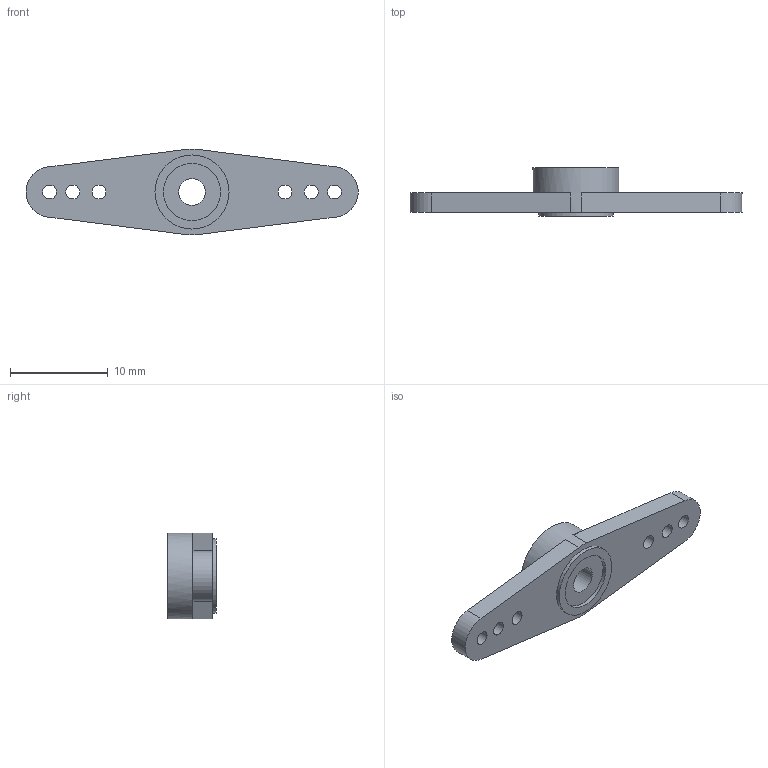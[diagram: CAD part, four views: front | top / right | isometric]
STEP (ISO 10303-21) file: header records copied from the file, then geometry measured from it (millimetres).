
FILE_DESCRIPTION(/* description */ (''),/* implementation_level */ '2;1');
FILE_NAME(/* name */ 'horn straight.stp',/* time_stamp */ '2014-07-23T12:26:15-08:00',/* author */ ('Ben'),/* organization */ (''),/* preprocessor_version */ 'ST-DEVELOPER v15.2',/* originating_system */ 'Autodesk Inventor 2014',/* authorisation */ '');
FILE_SCHEMA (('AUTOMOTIVE_DESIGN { 1 0 10303 214 3 1 1 }'));
Length unit declared in the file: inch
Products named in the file (1): horn straight
Bounding box: 33.92 x 4.93 x 8.78 mm (x, y, z)
Volume: 516.3 mm3; surface area: 777.2 mm2
Topology: 1 solids, 1 shells, 71 faces, 213 edges, 155 vertices
Faces by surface type: plane 59, cylinder 12
Full cylindrical faces by diameter (mm): 1.422 x6, 2.718 x1, 5.842 x1, 7.569 x1, 8.788 x1
Entity records: 2427 total; most frequent: CARTESIAN_POINT 421, DIRECTION 384, ORIENTED_EDGE 374, EDGE_CURVE 187, LINE 164, VECTOR 164, VERTEX_POINT 131, AXIS2_PLACEMENT_3D 110
